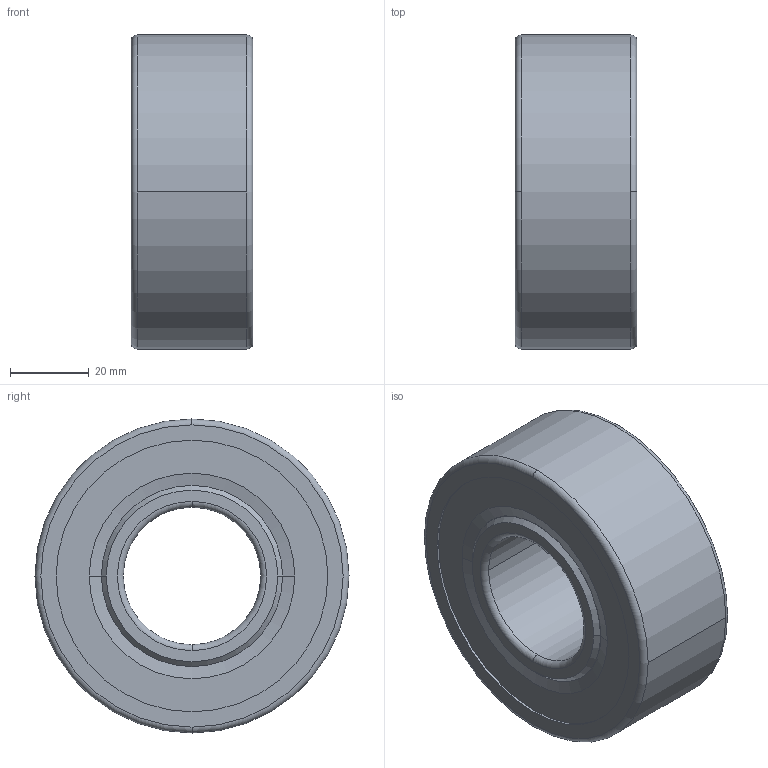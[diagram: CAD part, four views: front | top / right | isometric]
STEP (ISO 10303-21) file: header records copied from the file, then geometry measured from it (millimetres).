
FILE_DESCRIPTION(('STEP AP214'),'1');
FILE_NAME('skf_bearing_2307_e-2rs1tn9_2.stp','2023-11-21T13:49:06',('TraceParts'),('TraceParts S.A.'),'Spatial InterOp 3D',' ',' ');
FILE_SCHEMA(('AUTOMOTIVE_DESIGN { 1 0 10303 214 1 1 1 1 }'));
Length unit declared in the file: millimetre
Products named in the file (1): skf_bearing_2307_e-2rs1tn9_2_1
Bounding box: 31 x 80 x 80 mm (x, y, z)
Volume: 79077.2 mm3; surface area: 46365.2 mm2
Topology: 6 solids, 6 shells, 182 faces, 514 edges, 278 vertices
Faces by surface type: torus 76, sphere 62, cylinder 22, cone 12, plane 10
Entity records: 6981 total; most frequent: CARTESIAN_POINT 2896, DIRECTION 882, ORIENTED_EDGE 780, AXIS2_PLACEMENT_3D 424, EDGE_CURVE 390, VERTEX_POINT 278, EDGE_LOOP 252, CIRCLE 236
